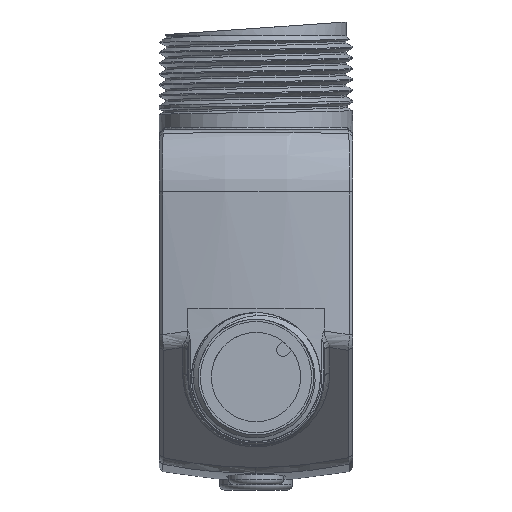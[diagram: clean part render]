
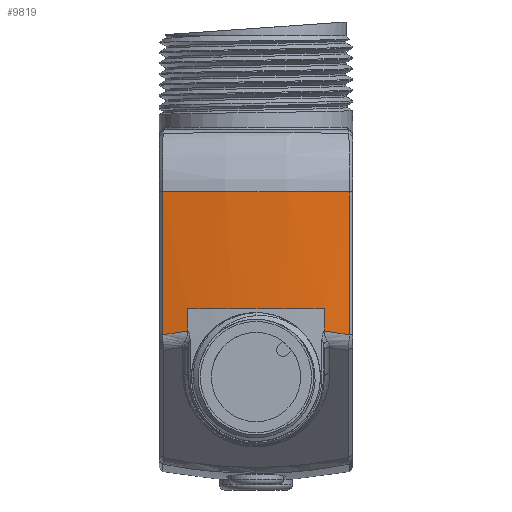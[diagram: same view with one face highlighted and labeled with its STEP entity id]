
A CAD part, front view. The second image highlights one B-rep face of the part: STEP entity #9819.
In plain terms, the highlighted free-form (B-spline) face has degree [3, 3] with [4, 6] control points.
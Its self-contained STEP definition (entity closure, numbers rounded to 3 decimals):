
#2214=CARTESIAN_POINT('',(8.669,-21.943,
-5.8));
#2216=CARTESIAN_POINT('',(0.,27.3,-5.8));
#2217=DIRECTION('',(0.,0.,-1.));
#2218=DIRECTION('',(0.173,-0.985,0.));
#2219=AXIS2_PLACEMENT_3D('',#2216,#2217,#2218);
#2239=DIRECTION('',(0.,0.,1.));
#2240=VECTOR('',#2239,2.075);
#2241=CARTESIAN_POINT('',(-6.349,-22.295,
-18.725));
#2242=LINE('',#2241,#2240);
#2243=CARTESIAN_POINT('',(-6.349,-22.295,
-18.725));
#2244=CARTESIAN_POINT('',(-6.756,-22.243,
-18.775));
#2245=CARTESIAN_POINT('',(-7.549,-22.131,
-18.882));
#2246=CARTESIAN_POINT('',(-8.302,-22.007,
-19.002));
#2247=CARTESIAN_POINT('',(-8.669,-21.943,
-19.064));
#2249=DIRECTION('',(0.,0.,1.));
#2250=VECTOR('',#2249,13.264);
#2251=CARTESIAN_POINT('',(-8.669,-21.943,
-19.064));
#2252=LINE('',#2251,#2250);
#2253=DIRECTION('',(0.,0.,-1.));
#2254=VECTOR('',#2253,13.264);
#2255=CARTESIAN_POINT('',(8.669,-21.943,
-5.8));
#2256=LINE('',#2255,#2254);
#2257=CARTESIAN_POINT('',(8.669,-21.943,
-19.064));
#2258=CARTESIAN_POINT('',(8.297,-22.008,
-19.001));
#2259=CARTESIAN_POINT('',(7.539,-22.133,
-18.881));
#2260=CARTESIAN_POINT('',(6.751,-22.244,
-18.775));
#2261=CARTESIAN_POINT('',(6.35,-22.295,
-18.725));
#2263=DIRECTION('',(0.,0.,-1.));
#2264=VECTOR('',#2263,2.075);
#2265=CARTESIAN_POINT('',(6.35,-22.295,-16.65));
#2266=LINE('',#2265,#2264);
#2267=CARTESIAN_POINT('',(0.,27.3,-16.65));
#2268=DIRECTION('',(0.,0.,1.));
#2269=DIRECTION('',(0.,-1.,0.));
#2270=AXIS2_PLACEMENT_3D('',#2267,#2268,#2269);
#2272=CARTESIAN_POINT('',(0.,27.3,-16.65));
#2273=DIRECTION('',(0.,0.,1.));
#2274=DIRECTION('',(-0.127,-0.992,0.));
#2275=AXIS2_PLACEMENT_3D('',#2272,#2273,#2274);
#2417=CARTESIAN_POINT('',(-8.669,-21.943,
-19.064));
#5659=VERTEX_POINT('',#2214);
#5662=CARTESIAN_POINT('',(8.669,-21.943,
-19.064));
#5663=VERTEX_POINT('',#5662);
#5721=VERTEX_POINT('',#2417);
#5724=CARTESIAN_POINT('',(-8.669,-21.943,
-5.8));
#5725=VERTEX_POINT('',#5724);
#5732=CARTESIAN_POINT('',(-6.35,-22.295,-16.65));
#5733=CARTESIAN_POINT('',(0.,-22.7,-16.65));
#5734=VERTEX_POINT('',#5732);
#5735=VERTEX_POINT('',#5733);
#5736=CARTESIAN_POINT('',(6.35,-22.295,-16.65));
#5737=VERTEX_POINT('',#5736);
#5886=CARTESIAN_POINT('',(-6.349,-22.295,
-18.725));
#5887=VERTEX_POINT('',#5886);
#5888=CARTESIAN_POINT('',(6.35,-22.295,
-18.725));
#5889=VERTEX_POINT('',#5888);
#9777=CARTESIAN_POINT('',(-9.012,-21.881,
-19.329));
#9778=CARTESIAN_POINT('',(-9.012,-21.881,
-19.274));
#9779=CARTESIAN_POINT('',(-9.012,-21.881,
-14.765));
#9780=CARTESIAN_POINT('',(-9.012,-21.881,
-10.167));
#9781=CARTESIAN_POINT('',(-9.012,-21.881,
-5.623));
#9782=CARTESIAN_POINT('',(-9.012,-21.881,
-5.535));
#9783=CARTESIAN_POINT('',(-3.037,-22.976,
-19.329));
#9784=CARTESIAN_POINT('',(-3.037,-22.976,
-19.274));
#9785=CARTESIAN_POINT('',(-3.037,-22.976,
-14.765));
#9786=CARTESIAN_POINT('',(-3.037,-22.976,
-10.167));
#9787=CARTESIAN_POINT('',(-3.037,-22.976,
-5.623));
#9788=CARTESIAN_POINT('',(-3.037,-22.976,
-5.535));
#9789=CARTESIAN_POINT('',(3.037,-22.976,
-19.329));
#9790=CARTESIAN_POINT('',(3.037,-22.976,
-19.274));
#9791=CARTESIAN_POINT('',(3.037,-22.976,
-14.765));
#9792=CARTESIAN_POINT('',(3.037,-22.976,
-10.167));
#9793=CARTESIAN_POINT('',(3.037,-22.976,
-5.623));
#9794=CARTESIAN_POINT('',(3.037,-22.976,
-5.535));
#9795=CARTESIAN_POINT('',(9.012,-21.881,
-19.329));
#9796=CARTESIAN_POINT('',(9.012,-21.881,
-19.274));
#9797=CARTESIAN_POINT('',(9.012,-21.881,
-14.765));
#9798=CARTESIAN_POINT('',(9.012,-21.881,
-10.167));
#9799=CARTESIAN_POINT('',(9.012,-21.881,
-5.623));
#9800=CARTESIAN_POINT('',(9.012,-21.881,
-5.535));
#9801=(BOUNDED_SURFACE()B_SPLINE_SURFACE(3,3,((#9777,#9778,#9779,#9780,#9781,
#9782),(#9783,#9784,#9785,#9786,#9787,#9788),(#9789,#9790,#9791,#9792,#9793,
#9794),(#9795,#9796,#9797,#9798,#9799,#9800)),.UNSPECIFIED.,.F.,.F.,.F.)B_SPLINE_SURFACE_WITH_KNOTS((4,4),(4,1,1,4),(0.,1.),(-0.012,0.,1.,
1.02),.UNSPECIFIED.)GEOMETRIC_REPRESENTATION_ITEM()RATIONAL_B_SPLINE_SURFACE(((1.008,1.008,1.008,1.008,
1.008,1.008),(0.997,0.997,
0.997,0.997,0.997,0.997),(
0.997,0.997,0.997,0.997,
0.997,0.997),(1.008,1.008,
1.008,1.008,1.008,1.008)))REPRESENTATION_ITEM('')SURFACE());
#9803=ORIENTED_EDGE('',*,*,#9802,.F.);
#9805=ORIENTED_EDGE('',*,*,#9804,.T.);
#9806=ORIENTED_EDGE('',*,*,#9632,.T.);
#9807=ORIENTED_EDGE('',*,*,#9770,.F.);
#9808=ORIENTED_EDGE('',*,*,#8894,.T.);
#9810=ORIENTED_EDGE('',*,*,#9809,.T.);
#9812=ORIENTED_EDGE('',*,*,#9811,.F.);
#9814=ORIENTED_EDGE('',*,*,#9813,.F.);
#9816=ORIENTED_EDGE('',*,*,#9815,.F.);
#9817=EDGE_LOOP('',(#9803,#9805,#9806,#9807,#9808,#9810,#9812,#9814,#9816));
#9818=FACE_OUTER_BOUND('',#9817,.F.);
#9819=ADVANCED_FACE('',(#9818),#9801,.T.);
#2220=CIRCLE('',#2219,50.);
#2248=B_SPLINE_CURVE_WITH_KNOTS('',3,(#2243,#2244,#2245,#2246,#2247),
.UNSPECIFIED.,.F.,.F.,(4,1,4),(0.,0.5,1.),.UNSPECIFIED.);
#2262=B_SPLINE_CURVE_WITH_KNOTS('',3,(#2257,#2258,#2259,#2260,#2261),
.UNSPECIFIED.,.F.,.F.,(4,1,4),(0.,0.5,1.),.UNSPECIFIED.);
#2271=CIRCLE('',#2270,50.);
#2276=CIRCLE('',#2275,50.);
#8894=EDGE_CURVE('',#5659,#5663,#2256,.T.);
#9632=EDGE_CURVE('',#5721,#5725,#2252,.T.);
#9770=EDGE_CURVE('',#5659,#5725,#2220,.T.);
#9802=EDGE_CURVE('',#5887,#5734,#2242,.T.);
#9804=EDGE_CURVE('',#5887,#5721,#2248,.T.);
#9809=EDGE_CURVE('',#5663,#5889,#2262,.T.);
#9811=EDGE_CURVE('',#5737,#5889,#2266,.T.);
#9813=EDGE_CURVE('',#5735,#5737,#2271,.T.);
#9815=EDGE_CURVE('',#5734,#5735,#2276,.T.);
